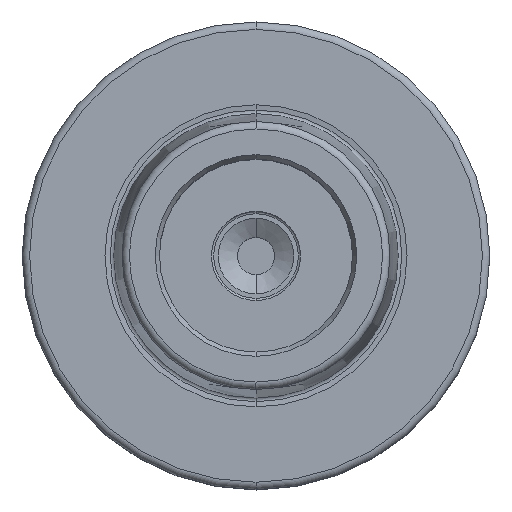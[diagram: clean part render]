
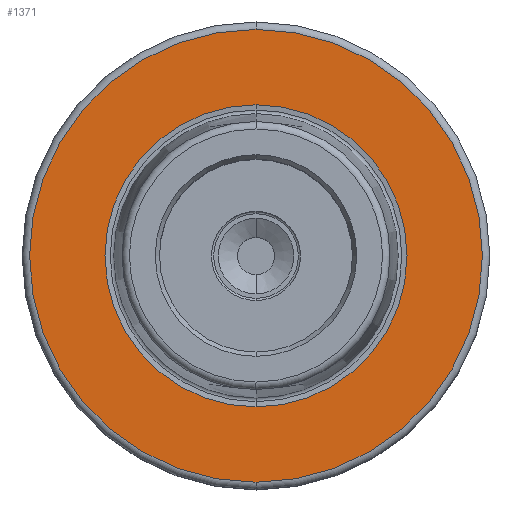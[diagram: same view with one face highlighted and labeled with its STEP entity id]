
A CAD part, top view. The second image highlights one B-rep face of the part: STEP entity #1371.
In plain terms, the highlighted planar face has unit normal (0, 0, 1).
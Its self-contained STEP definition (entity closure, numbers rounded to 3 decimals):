
#158=CARTESIAN_POINT('',(0,0,26));
#159=DIRECTION('',(0,0,1));
#160=DIRECTION('',(0,1,0));
#161=AXIS2_PLACEMENT_3D('',#158,#159,#160);
#163=CARTESIAN_POINT('',(0,0,26));
#164=DIRECTION('',(0,0,1));
#165=DIRECTION('',(0,-1,0));
#166=AXIS2_PLACEMENT_3D('',#163,#164,#165);
#176=CARTESIAN_POINT('',(0,0,26));
#177=DIRECTION('',(0,0,1));
#178=DIRECTION('',(0,1,0));
#179=AXIS2_PLACEMENT_3D('',#176,#177,#178);
#181=CARTESIAN_POINT('',(0,0,26));
#182=DIRECTION('',(0,0,-1));
#183=DIRECTION('',(0,1,0));
#184=AXIS2_PLACEMENT_3D('',#181,#182,#183);
#937=CARTESIAN_POINT('',(0,20.344,26));
#939=VERTEX_POINT('',#937);
#967=CARTESIAN_POINT('',(0,-20.344,26));
#969=VERTEX_POINT('',#967);
#1013=CARTESIAN_POINT('',(0,30.5,26));
#1014=CARTESIAN_POINT('',(0,-30.5,26));
#1015=VERTEX_POINT('',#1013);
#1016=VERTEX_POINT('',#1014);
#1355=CARTESIAN_POINT('',(0,0,26));
#1356=DIRECTION('',(0,0,-1));
#1357=DIRECTION('',(0,-1,0));
#1358=AXIS2_PLACEMENT_3D('',#1355,#1356,#1357);
#1359=PLANE('',#1358);
#1361=ORIENTED_EDGE('',*,*,#1360,.F.);
#1362=ORIENTED_EDGE('',*,*,#1345,.F.);
#1363=EDGE_LOOP('',(#1361,#1362));
#1364=FACE_OUTER_BOUND('',#1363,.F.);
#1366=ORIENTED_EDGE('',*,*,#1365,.T.);
#1368=ORIENTED_EDGE('',*,*,#1367,.F.);
#1369=EDGE_LOOP('',(#1366,#1368));
#1370=FACE_BOUND('',#1369,.F.);
#1371=ADVANCED_FACE('',(#1364,#1370),#1359,.F.);
#162=CIRCLE('',#161,30.5);
#167=CIRCLE('',#166,30.5);
#180=CIRCLE('',#179,20.344);
#185=CIRCLE('',#184,20.344);
#1345=EDGE_CURVE('',#1016,#1015,#167,.T.);
#1360=EDGE_CURVE('',#1015,#1016,#162,.T.);
#1365=EDGE_CURVE('',#939,#969,#180,.T.);
#1367=EDGE_CURVE('',#939,#969,#185,.T.);
